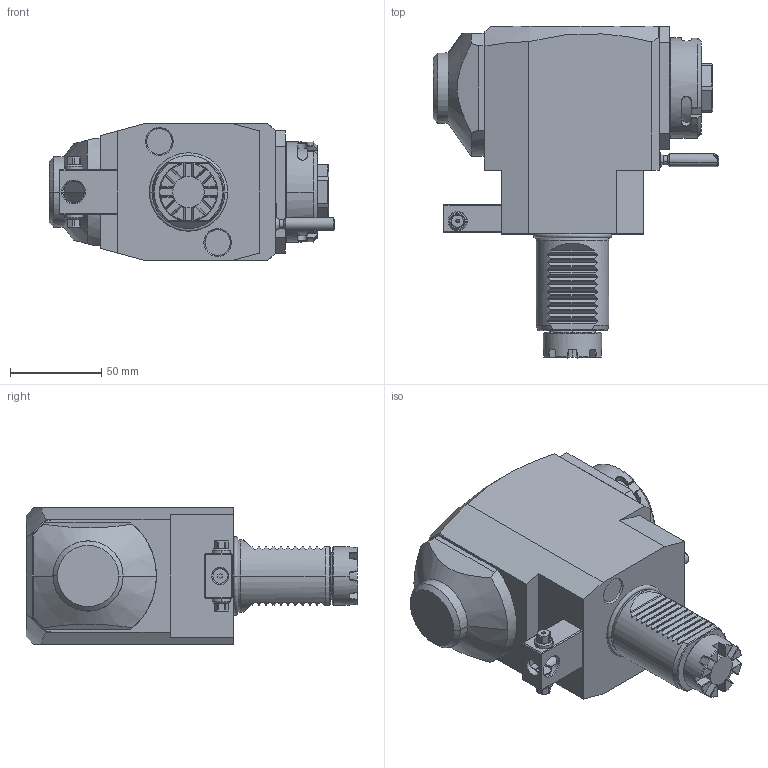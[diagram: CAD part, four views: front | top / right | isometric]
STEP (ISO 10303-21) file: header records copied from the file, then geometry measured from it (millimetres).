
FILE_DESCRIPTION((''),'2;1');
FILE_NAME('NGT1_40_245_25_3_3_80T','2024-10-25T',('vali'),('NOVA GRUP'),'PRO/ENGINEER BY PARAMETRIC TECHNOLOGY CORPORATION, 2010280','PRO/ENGINEER BY PARAMETRIC TECHNOLOGY CORPORATION, 2010280','');
FILE_SCHEMA(('CONFIG_CONTROL_DESIGN'));
Length unit declared in the file: millimetre
Products named in the file (1): NGT1_40_245_25_3_3_80T
Bounding box: 156.83 x 182 x 75 mm (x, y, z)
Volume: 962758.9 mm3; surface area: 73159.6 mm2
Topology: 1 solids, 2 shells, 478 faces, 1305 edges, 846 vertices
Faces by surface type: plane 257, cylinder 101, cone 90, bspline 22, torus 6, sphere 2
Entity records: 18555 total; most frequent: CARTESIAN_POINT 7075, ORIENTED_EDGE 2602, DIRECTION 2082, EDGE_CURVE 1301, VERTEX_POINT 846, AXIS2_PLACEMENT_3D 744, VECTOR 594, LINE 594
